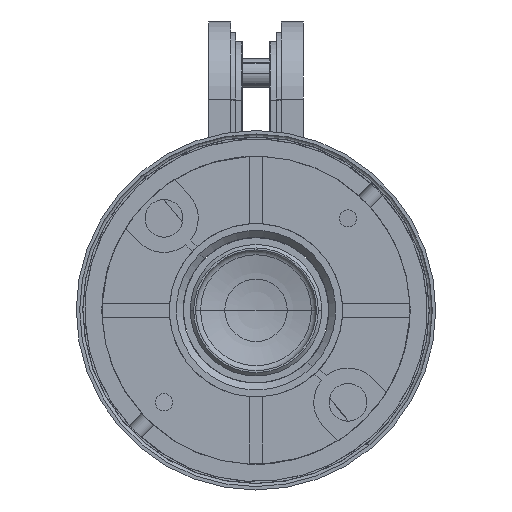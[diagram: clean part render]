
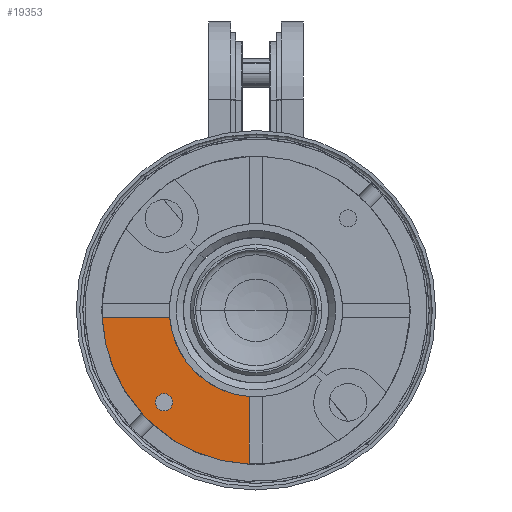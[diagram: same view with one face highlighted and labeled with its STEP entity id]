
A CAD part, front view. The second image highlights one B-rep face of the part: STEP entity #19353.
In plain terms, the highlighted planar face has unit normal (0, -1, 0).
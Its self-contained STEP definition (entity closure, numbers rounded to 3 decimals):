
#1043 = AXIS2_PLACEMENT_3D ( 'NONE', #21646, #5674, #21880 ) ;
#1478 = CARTESIAN_POINT ( 'NONE',  ( 33.203, 4., 30.374 ) ) ;
#2935 = CIRCLE ( 'NONE', #19686, 2.5 ) ;
#3245 = AXIS2_PLACEMENT_3D ( 'NONE', #18031, #12767, #9391 ) ;
#3655 = CARTESIAN_POINT ( 'NONE',  ( 38., 4., 2.5 ) ) ;
#4484 = EDGE_LOOP ( 'NONE', ( #14574, #16447, #10861, #22110 ) ) ;
#4623 = CARTESIAN_POINT ( 'NONE',  ( 33.203, 4., -30.374 ) ) ;
#5135 = VECTOR ( 'NONE', #7047, 1000. ) ;
#5199 = FACE_BOUND ( 'NONE', #10894, .T. ) ;
#5553 = CARTESIAN_POINT ( 'NONE',  ( 33.203, 4., 30.374 ) ) ;
#5674 = DIRECTION ( 'NONE',  ( 0., 1., 0. ) ) ;
#5753 = VERTEX_POINT ( 'NONE', #14285 ) ;
#6330 = ORIENTED_EDGE ( 'NONE', *, *, #9976, .T. ) ;
#7047 = DIRECTION ( 'NONE',  ( 0.707, 0., 0.707 ) ) ;
#8523 = VERTEX_POINT ( 'NONE', #5553 ) ;
#8651 = CARTESIAN_POINT ( 'NONE',  ( 0., 4., 0. ) ) ;
#8710 = EDGE_CURVE ( 'NONE', #14568, #8523, #12163, .T. ) ;
#9391 = DIRECTION ( 'NONE',  ( 1., 0., 0. ) ) ;
#9833 = EDGE_CURVE ( 'NONE', #11478, #14568, #21141, .T. ) ;
#9976 = EDGE_CURVE ( 'NONE', #5753, #20651, #12529, .T. ) ;
#10093 = LINE ( 'NONE', #4623, #12508 ) ;
#10156 = DIRECTION ( 'NONE',  ( 0., 1., 0. ) ) ;
#10861 = ORIENTED_EDGE ( 'NONE', *, *, #8710, .F. ) ;
#10894 = EDGE_LOOP ( 'NONE', ( #22967, #6330 ) ) ;
#11348 = EDGE_CURVE ( 'NONE', #20651, #5753, #2935, .T. ) ;
#11478 = VERTEX_POINT ( 'NONE', #18800 ) ;
#11661 = AXIS2_PLACEMENT_3D ( 'NONE', #8651, #14354, #22877 ) ;
#12163 = LINE ( 'NONE', #1478, #5135 ) ;
#12508 = VECTOR ( 'NONE', #16992, 1000. ) ;
#12529 = CIRCLE ( 'NONE', #1043, 2.5 ) ;
#12767 = DIRECTION ( 'NONE',  ( 0., -1., 0. ) ) ;
#12833 = EDGE_CURVE ( 'NONE', #8523, #22458, #21004, .T. ) ;
#14285 = CARTESIAN_POINT ( 'NONE',  ( 38., 4., -2.5 ) ) ;
#14354 = DIRECTION ( 'NONE',  ( 0., 1., 0. ) ) ;
#14568 = VERTEX_POINT ( 'NONE', #14573 ) ;
#14573 = CARTESIAN_POINT ( 'NONE',  ( 19.248, 4., 16.42 ) ) ;
#14574 = ORIENTED_EDGE ( 'NONE', *, *, #19160, .F. ) ;
#15205 = CARTESIAN_POINT ( 'NONE',  ( 38., 4., 0. ) ) ;
#15718 = PLANE ( 'NONE',  #18876 ) ;
#16447 = ORIENTED_EDGE ( 'NONE', *, *, #12833, .F. ) ;
#16992 = DIRECTION ( 'NONE',  ( -0.707, 0., 0.707 ) ) ;
#17341 = DIRECTION ( 'NONE',  ( 0., 0., 1. ) ) ;
#17630 = CARTESIAN_POINT ( 'NONE',  ( 33.203, 4., -30.374 ) ) ;
#18031 = CARTESIAN_POINT ( 'NONE',  ( 0., 4., 0. ) ) ;
#18800 = CARTESIAN_POINT ( 'NONE',  ( 19.248, 4., -16.42 ) ) ;
#18876 = AXIS2_PLACEMENT_3D ( 'NONE', #19421, #21068, #17341 ) ;
#18920 = DIRECTION ( 'NONE',  ( 0., 0., 1. ) ) ;
#19160 = EDGE_CURVE ( 'NONE', #22458, #11478, #10093, .T. ) ;
#19353 = ADVANCED_FACE ( 'NONE', ( #5199, #22922 ), #15718, .F. ) ;
#19421 = CARTESIAN_POINT ( 'NONE',  ( 0., 4., 0. ) ) ;
#19686 = AXIS2_PLACEMENT_3D ( 'NONE', #15205, #10156, #18920 ) ;
#20651 = VERTEX_POINT ( 'NONE', #3655 ) ;
#21004 = CIRCLE ( 'NONE', #11661, 45. ) ;
#21068 = DIRECTION ( 'NONE',  ( 0., 1., 0. ) ) ;
#21141 = CIRCLE ( 'NONE', #3245, 25.3 ) ;
#21646 = CARTESIAN_POINT ( 'NONE',  ( 38., 4., 0. ) ) ;
#21880 = DIRECTION ( 'NONE',  ( 0., 0., 1. ) ) ;
#22110 = ORIENTED_EDGE ( 'NONE', *, *, #9833, .F. ) ;
#22458 = VERTEX_POINT ( 'NONE', #17630 ) ;
#22877 = DIRECTION ( 'NONE',  ( 1., 0., 0. ) ) ;
#22922 = FACE_OUTER_BOUND ( 'NONE', #4484, .T. ) ;
#22967 = ORIENTED_EDGE ( 'NONE', *, *, #11348, .T. ) ;
